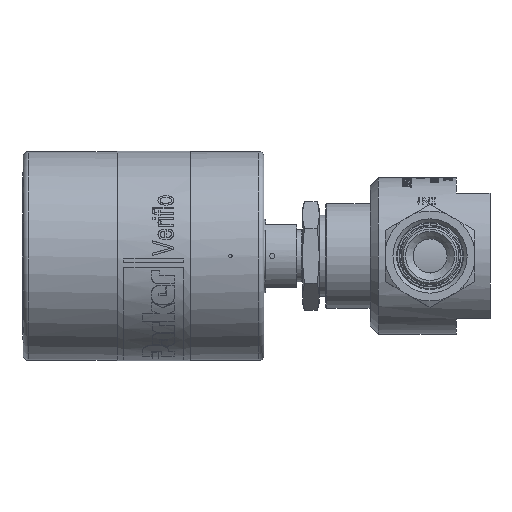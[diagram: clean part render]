
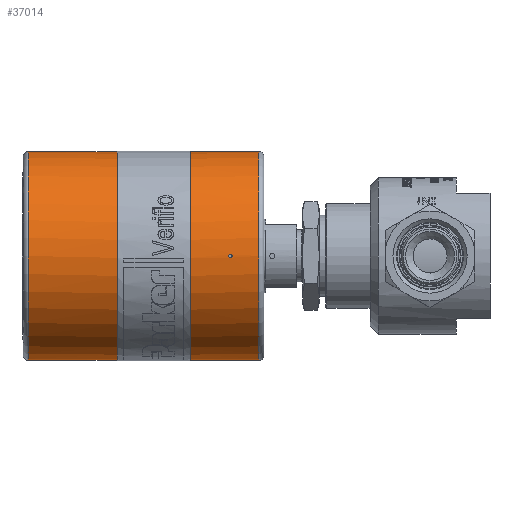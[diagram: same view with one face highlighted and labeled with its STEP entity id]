
A CAD part, left-side view. The second image highlights one B-rep face of the part: STEP entity #37014.
In plain terms, the highlighted cylindrical face has radius 31.623 mm (diameter 63.246 mm), a full revolution.
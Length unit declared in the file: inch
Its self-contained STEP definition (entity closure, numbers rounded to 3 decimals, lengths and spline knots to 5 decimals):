
#3361=LINE('',#71812,#6374);
#3362=LINE('',#71816,#6375);
#6374=VECTOR('',#45328,0.87);
#6375=VECTOR('',#45331,0.87);
#7962=B_SPLINE_CURVE_WITH_KNOTS('',3,(#71819,#71820,#71821,#71822,#71823,
#71824,#71825,#71826,#71827,#71828,#71829,#71830,#71831,#71832,#71833,#71834,
#71835,#71836,#71837,#71838,#71839,#71840,#71841,#71842,#71843,#71844,#71845,
#71846,#71847,#71848,#71849,#71850,#71851,#71852),.UNSPECIFIED.,.T.,.F.,
(4,2,2,2,2,2,2,2,2,2,2,2,2,2,2,2,4),(-0.31383,-0.29422,
-0.2746,-0.25499,-0.23537,-0.21576,
-0.19614,-0.17653,-0.15692,-0.1373,
-0.11769,-0.09807,-0.07846,-0.05884,
-0.03923,-0.01961,0.),.UNSPECIFIED.);
#8271=CYLINDRICAL_SURFACE('',#39027,1.245);
#8614=FACE_BOUND('',#12540,.T.);
#8615=FACE_BOUND('',#12541,.T.);
#8616=FACE_BOUND('',#12542,.T.);
#10296=FACE_OUTER_BOUND('',#12539,.T.);
#12539=EDGE_LOOP('',(#30740));
#12540=EDGE_LOOP('',(#30741,#30742,#30743,#30744));
#12541=EDGE_LOOP('',(#30745));
#12542=EDGE_LOOP('',(#30746));
#13413=CIRCLE('',#39028,1.245);
#13414=CIRCLE('',#39029,1.245);
#13415=CIRCLE('',#39030,1.245);
#13416=CIRCLE('',#39031,1.245);
#16489=VERTEX_POINT('',#71808);
#16490=VERTEX_POINT('',#71810);
#16491=VERTEX_POINT('',#71811);
#16492=VERTEX_POINT('',#71813);
#16493=VERTEX_POINT('',#71815);
#16494=VERTEX_POINT('',#71818);
#16495=VERTEX_POINT('',#71853);
#21346=EDGE_CURVE('',#16489,#16489,#13413,.T.);
#21347=EDGE_CURVE('',#16490,#16491,#3361,.T.);
#21348=EDGE_CURVE('',#16491,#16492,#13414,.T.);
#21349=EDGE_CURVE('',#16492,#16493,#3362,.T.);
#21350=EDGE_CURVE('',#16493,#16490,#13415,.T.);
#21351=EDGE_CURVE('',#16494,#16494,#7962,.T.);
#21352=EDGE_CURVE('',#16495,#16495,#13416,.T.);
#30740=ORIENTED_EDGE('',*,*,#21346,.F.);
#30741=ORIENTED_EDGE('',*,*,#21347,.T.);
#30742=ORIENTED_EDGE('',*,*,#21348,.T.);
#30743=ORIENTED_EDGE('',*,*,#21349,.T.);
#30744=ORIENTED_EDGE('',*,*,#21350,.T.);
#30745=ORIENTED_EDGE('',*,*,#21351,.T.);
#30746=ORIENTED_EDGE('',*,*,#21352,.F.);
#37014=ADVANCED_FACE('',(#10296,#8614,#8615,#8616),#8271,.T.);
#39027=AXIS2_PLACEMENT_3D('',#71807,#45324,#45325);
#39028=AXIS2_PLACEMENT_3D('',#71809,#45326,#45327);
#39029=AXIS2_PLACEMENT_3D('',#71814,#45329,#45330);
#39030=AXIS2_PLACEMENT_3D('',#71817,#45332,#45333);
#39031=AXIS2_PLACEMENT_3D('',#71854,#45334,#45335);
#45324=DIRECTION('center_axis',(0.,1.,0.));
#45325=DIRECTION('ref_axis',(0.,0.,1.));
#45326=DIRECTION('center_axis',(0.,-1.,0.));
#45327=DIRECTION('ref_axis',(0.,0.,-1.));
#45328=DIRECTION('',(0.,1.,0.));
#45329=DIRECTION('center_axis',(0.,1.,0.));
#45330=DIRECTION('ref_axis',(0.,0.,1.));
#45331=DIRECTION('',(0.,-1.,0.));
#45332=DIRECTION('center_axis',(0.,-1.,0.));
#45333=DIRECTION('ref_axis',(0.,0.,1.));
#45334=DIRECTION('center_axis',(0.,1.,0.));
#45335=DIRECTION('ref_axis',(0.,0.,1.));
#71807=CARTESIAN_POINT('Origin',(0.,3.922,0.));
#71808=CARTESIAN_POINT('',(0.,2.755,1.245));
#71809=CARTESIAN_POINT('Origin',(0.,2.755,0.));
#71810=CARTESIAN_POINT('',(0.,3.575,1.245));
#71811=CARTESIAN_POINT('',(0.,4.445,1.245));
#71812=CARTESIAN_POINT('',(0.,3.575,1.245));
#71813=CARTESIAN_POINT('',(-0.03,4.445,1.24464));
#71814=CARTESIAN_POINT('Origin',(0.,4.445,0.));
#71815=CARTESIAN_POINT('',(-0.03,3.575,1.24464));
#71816=CARTESIAN_POINT('',(-0.03,4.445,1.24464));
#71817=CARTESIAN_POINT('Origin',(0.,3.575,0.));
#71818=CARTESIAN_POINT('',(-1.245,3.1155,0.));
#71819=CARTESIAN_POINT('Ctrl Pts',(-1.24483,3.095,-0.0205));
#71820=CARTESIAN_POINT('Ctrl Pts',(-1.24483,3.09757,-0.0205));
#71821=CARTESIAN_POINT('Ctrl Pts',(-1.24484,3.10032,-0.01999));
#71822=CARTESIAN_POINT('Ctrl Pts',(-1.24487,3.10537,-0.01789));
#71823=CARTESIAN_POINT('Ctrl Pts',(-1.24489,3.10768,-0.01632));
#71824=CARTESIAN_POINT('Ctrl Pts',(-1.24494,3.11132,-0.01268));
#71825=CARTESIAN_POINT('Ctrl Pts',(-1.24496,3.11289,-0.01037));
#71826=CARTESIAN_POINT('Ctrl Pts',(-1.24499,3.11499,-0.00532));
#71827=CARTESIAN_POINT('Ctrl Pts',(-1.245,3.1155,-0.00257));
#71828=CARTESIAN_POINT('Ctrl Pts',(-1.245,3.1155,0.00257));
#71829=CARTESIAN_POINT('Ctrl Pts',(-1.24499,3.11499,0.00532));
#71830=CARTESIAN_POINT('Ctrl Pts',(-1.24496,3.11289,0.01037));
#71831=CARTESIAN_POINT('Ctrl Pts',(-1.24494,3.11132,0.01268));
#71832=CARTESIAN_POINT('Ctrl Pts',(-1.24489,3.10768,0.01632));
#71833=CARTESIAN_POINT('Ctrl Pts',(-1.24487,3.10537,0.01789));
#71834=CARTESIAN_POINT('Ctrl Pts',(-1.24484,3.10032,0.01999));
#71835=CARTESIAN_POINT('Ctrl Pts',(-1.24483,3.09757,0.0205));
#71836=CARTESIAN_POINT('Ctrl Pts',(-1.24483,3.09243,0.0205));
#71837=CARTESIAN_POINT('Ctrl Pts',(-1.24484,3.08968,0.01999));
#71838=CARTESIAN_POINT('Ctrl Pts',(-1.24487,3.08463,0.01789));
#71839=CARTESIAN_POINT('Ctrl Pts',(-1.24489,3.08232,0.01632));
#71840=CARTESIAN_POINT('Ctrl Pts',(-1.24494,3.07868,0.01268));
#71841=CARTESIAN_POINT('Ctrl Pts',(-1.24496,3.07711,0.01037));
#71842=CARTESIAN_POINT('Ctrl Pts',(-1.24499,3.07501,0.00532));
#71843=CARTESIAN_POINT('Ctrl Pts',(-1.245,3.0745,0.00257));
#71844=CARTESIAN_POINT('Ctrl Pts',(-1.245,3.0745,-0.00257));
#71845=CARTESIAN_POINT('Ctrl Pts',(-1.24499,3.07501,-0.00532));
#71846=CARTESIAN_POINT('Ctrl Pts',(-1.24496,3.07711,-0.01037));
#71847=CARTESIAN_POINT('Ctrl Pts',(-1.24494,3.07868,-0.01268));
#71848=CARTESIAN_POINT('Ctrl Pts',(-1.24489,3.08232,-0.01632));
#71849=CARTESIAN_POINT('Ctrl Pts',(-1.24487,3.08463,-0.01789));
#71850=CARTESIAN_POINT('Ctrl Pts',(-1.24484,3.08968,-0.01999));
#71851=CARTESIAN_POINT('Ctrl Pts',(-1.24483,3.09243,-0.0205));
#71852=CARTESIAN_POINT('Ctrl Pts',(-1.24483,3.095,-0.0205));
#71853=CARTESIAN_POINT('',(0.,5.505,-1.245));
#71854=CARTESIAN_POINT('Origin',(0.,5.505,0.));
